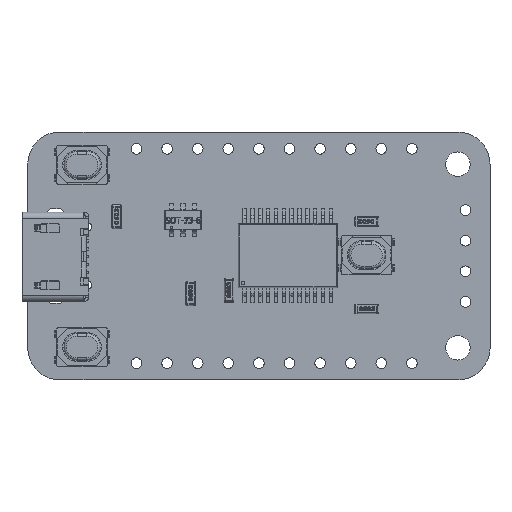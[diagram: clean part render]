
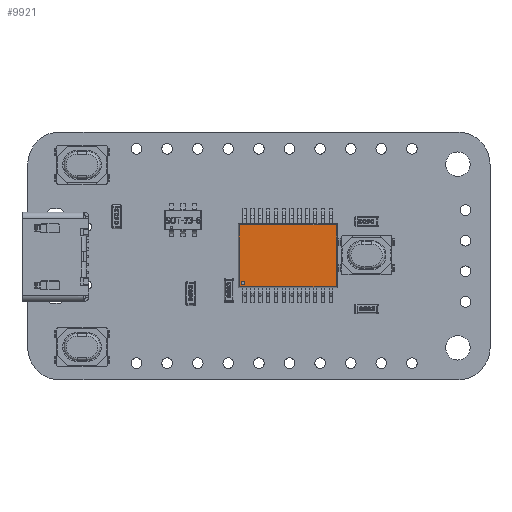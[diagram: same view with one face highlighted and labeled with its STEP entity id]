
A CAD part, top view. The second image highlights one B-rep face of the part: STEP entity #9921.
In plain terms, the highlighted face is planar.
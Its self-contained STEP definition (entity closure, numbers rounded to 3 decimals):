
#9666 = VERTEX_POINT('',#9667);
#9667 = CARTESIAN_POINT('',(-3.7,2.,2.4));
#9673 = EDGE_CURVE('',#9674,#9666,#9676,.T.);
#9674 = VERTEX_POINT('',#9675);
#9675 = CARTESIAN_POINT('',(-3.7,2.,2.1));
#9676 = CIRCLE('',#9677,0.15);
#9677 = AXIS2_PLACEMENT_3D('',#9678,#9679,#9680);
#9678 = CARTESIAN_POINT('',(-3.7,2.,2.25));
#9679 = DIRECTION('',(0.,1.,0.));
#9680 = DIRECTION('',(0.,-0.,1.));
#9831 = VERTEX_POINT('',#9832);
#9832 = CARTESIAN_POINT('',(4.022,2.,2.572));
#9838 = EDGE_CURVE('',#9839,#9831,#9841,.T.);
#9839 = VERTEX_POINT('',#9840);
#9840 = CARTESIAN_POINT('',(-4.022,2.,2.572));
#9841 = LINE('',#9842,#9843);
#9842 = CARTESIAN_POINT('',(-4.1,2.,2.572));
#9843 = VECTOR('',#9844,1.);
#9844 = DIRECTION('',(1.,0.,-0.));
#9862 = VERTEX_POINT('',#9863);
#9863 = CARTESIAN_POINT('',(4.022,2.,-2.572));
#9869 = EDGE_CURVE('',#9831,#9862,#9870,.T.);
#9870 = LINE('',#9871,#9872);
#9871 = CARTESIAN_POINT('',(4.022,2.,2.65));
#9872 = VECTOR('',#9873,1.);
#9873 = DIRECTION('',(0.,-0.,-1.));
#9886 = VERTEX_POINT('',#9887);
#9887 = CARTESIAN_POINT('',(-4.022,2.,-2.572));
#9893 = EDGE_CURVE('',#9862,#9886,#9894,.T.);
#9894 = LINE('',#9895,#9896);
#9895 = CARTESIAN_POINT('',(4.1,2.,-2.572));
#9896 = VECTOR('',#9897,1.);
#9897 = DIRECTION('',(-1.,-0.,0.));
#9910 = EDGE_CURVE('',#9886,#9839,#9911,.T.);
#9911 = LINE('',#9912,#9913);
#9912 = CARTESIAN_POINT('',(-4.022,2.,-2.65));
#9913 = VECTOR('',#9914,1.);
#9914 = DIRECTION('',(0.,-0.,1.));
#9921 = ADVANCED_FACE('',(#9922,#9932),#9938,.T.);
#9922 = FACE_BOUND('',#9923,.T.);
#9923 = EDGE_LOOP('',(#9924,#9931));
#9924 = ORIENTED_EDGE('',*,*,#9925,.F.);
#9925 = EDGE_CURVE('',#9666,#9674,#9926,.T.);
#9926 = CIRCLE('',#9927,0.15);
#9927 = AXIS2_PLACEMENT_3D('',#9928,#9929,#9930);
#9928 = CARTESIAN_POINT('',(-3.7,2.,2.25));
#9929 = DIRECTION('',(0.,1.,0.));
#9930 = DIRECTION('',(0.,-0.,1.));
#9931 = ORIENTED_EDGE('',*,*,#9673,.F.);
#9932 = FACE_BOUND('',#9933,.T.);
#9933 = EDGE_LOOP('',(#9934,#9935,#9936,#9937));
#9934 = ORIENTED_EDGE('',*,*,#9838,.T.);
#9935 = ORIENTED_EDGE('',*,*,#9869,.T.);
#9936 = ORIENTED_EDGE('',*,*,#9893,.T.);
#9937 = ORIENTED_EDGE('',*,*,#9910,.T.);
#9938 = PLANE('',#9939);
#9939 = AXIS2_PLACEMENT_3D('',#9940,#9941,#9942);
#9940 = CARTESIAN_POINT('',(0.,2.,0.));
#9941 = DIRECTION('',(-0.,1.,0.));
#9942 = DIRECTION('',(0.,0.,1.));
